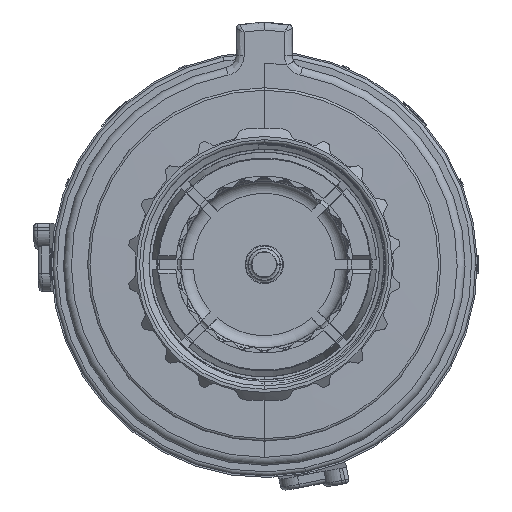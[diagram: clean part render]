
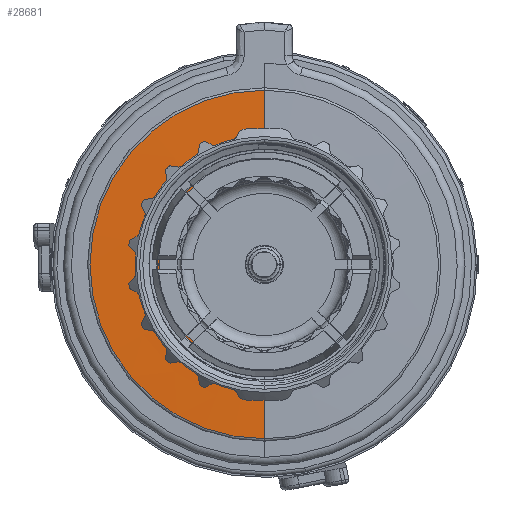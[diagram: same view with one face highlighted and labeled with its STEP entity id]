
A CAD part, front view. The second image highlights one B-rep face of the part: STEP entity #28681.
In plain terms, the highlighted conical face has half-angle 89 degrees and reference radius 17.374 mm.
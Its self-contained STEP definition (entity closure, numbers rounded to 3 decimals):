
#5798=CARTESIAN_POINT('',(0.,11.807,0.));
#5799=DIRECTION('',(0.,-1.,0.));
#5800=DIRECTION('',(0.,0.,1.));
#5801=AXIS2_PLACEMENT_3D('',#5798,#5799,#5800);
#5878=CARTESIAN_POINT('',(0.,11.956,0.));
#5879=DIRECTION('',(0.,1.,0.));
#5880=DIRECTION('',(0.,0.,-1.));
#5881=AXIS2_PLACEMENT_3D('',#5878,#5879,#5880);
#5911=DIRECTION('',(0.,0.017,-1.));
#5912=VECTOR('',#5911,8.564);
#5913=CARTESIAN_POINT('',(0.,11.807,-13.093));
#5914=LINE('',#5913,#5912);
#5915=DIRECTION('',(0.,0.017,1.));
#5916=VECTOR('',#5915,8.564);
#5917=CARTESIAN_POINT('',(0.,11.807,13.093));
#5918=LINE('',#5917,#5916);
#20993=CARTESIAN_POINT('',(0.,11.956,-21.655));
#20994=CARTESIAN_POINT('',(0.,11.956,
21.655));
#20995=VERTEX_POINT('',#20993);
#20996=VERTEX_POINT('',#20994);
#21069=CARTESIAN_POINT('',(0.,11.807,13.093));
#21070=CARTESIAN_POINT('',(0.,11.807,-13.093));
#21071=VERTEX_POINT('',#21069);
#21072=VERTEX_POINT('',#21070);
#28667=CARTESIAN_POINT('',(0.,11.882,0.));
#28668=DIRECTION('',(0.,1.,0.));
#28669=DIRECTION('',(0.,0.,1.));
#28670=AXIS2_PLACEMENT_3D('',#28667,#28668,#28669);
#28671=CONICAL_SURFACE('',#28670,17.374,89.);
#28673=ORIENTED_EDGE('',*,*,#28672,.T.);
#28675=ORIENTED_EDGE('',*,*,#28674,.F.);
#28676=ORIENTED_EDGE('',*,*,#28646,.T.);
#28678=ORIENTED_EDGE('',*,*,#28677,.T.);
#28679=EDGE_LOOP('',(#28673,#28675,#28676,#28678));
#28680=FACE_OUTER_BOUND('',#28679,.F.);
#28681=ADVANCED_FACE('',(#28680),#28671,.T.);
#5802=CIRCLE('',#5801,13.093);
#5882=CIRCLE('',#5881,21.655);
#28646=EDGE_CURVE('',#21071,#21072,#5802,.T.);
#28672=EDGE_CURVE('',#20995,#20996,#5882,.T.);
#28674=EDGE_CURVE('',#21071,#20996,#5918,.T.);
#28677=EDGE_CURVE('',#21072,#20995,#5914,.T.);
